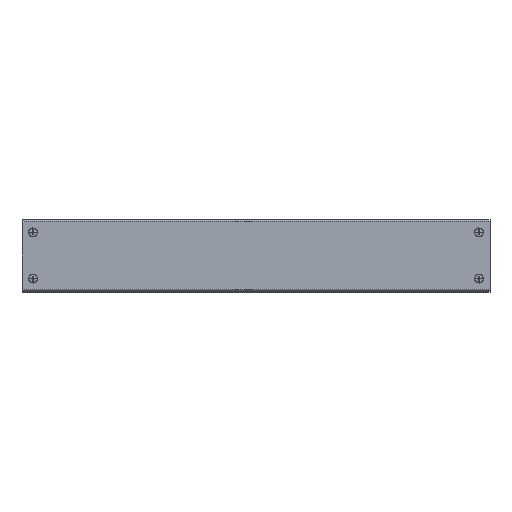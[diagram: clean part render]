
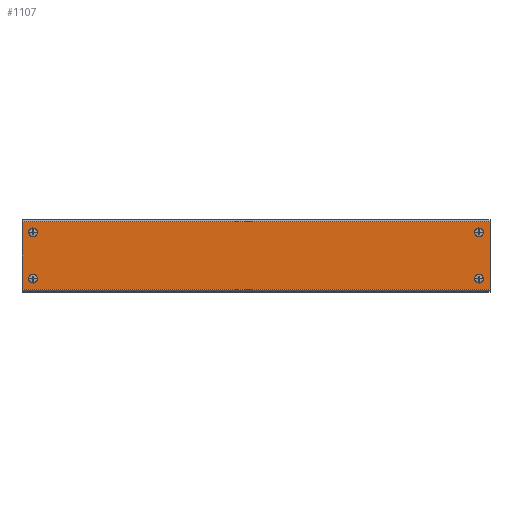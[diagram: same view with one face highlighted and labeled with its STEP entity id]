
A CAD part, top view. The second image highlights one B-rep face of the part: STEP entity #1107.
In plain terms, the highlighted planar face has unit normal (0, 0, 1).
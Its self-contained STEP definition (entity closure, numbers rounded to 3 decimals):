
#47 = EDGE_LOOP ( 'NONE', ( #2931, #3052, #2462, #1090 ) ) ;
#68 = ORIENTED_EDGE ( 'NONE', *, *, #1831, .F. ) ;
#72 = CIRCLE ( 'NONE', #2552, 4. ) ;
#78 = CIRCLE ( 'NONE', #1119, 4. ) ;
#110 = DIRECTION ( 'NONE',  ( -1., 0., 0. ) ) ;
#142 = AXIS2_PLACEMENT_3D ( 'NONE', #3145, #932, #2895 ) ;
#184 = VERTEX_POINT ( 'NONE', #1918 ) ;
#193 = ORIENTED_EDGE ( 'NONE', *, *, #2266, .F. ) ;
#294 = CARTESIAN_POINT ( 'NONE',  ( 647., -17.5, 1.5 ) ) ;
#302 = CARTESIAN_POINT ( 'NONE',  ( 15.5, -17.5, 1.5 ) ) ;
#324 = FACE_BOUND ( 'NONE', #2284, .T. ) ;
#375 = DIRECTION ( 'NONE',  ( 0., 0., 1. ) ) ;
#407 = DIRECTION ( 'NONE',  ( 0., 1., 0. ) ) ;
#535 = PLANE ( 'NONE',  #1728 ) ;
#554 = VERTEX_POINT ( 'NONE', #2802 ) ;
#566 = LINE ( 'NONE', #3097, #2657 ) ;
#666 = CARTESIAN_POINT ( 'NONE',  ( 15.5, -82.5, 1.5 ) ) ;
#675 = CARTESIAN_POINT ( 'NONE',  ( 643., -82.5, 1.5 ) ) ;
#732 = ORIENTED_EDGE ( 'NONE', *, *, #1665, .F. ) ;
#749 = VECTOR ( 'NONE', #2795, 1000. ) ;
#807 = DIRECTION ( 'NONE',  ( 0., 0., 1. ) ) ;
#823 = CARTESIAN_POINT ( 'NONE',  ( 639., -17.5, 1.5 ) ) ;
#840 = CARTESIAN_POINT ( 'NONE',  ( 658.5, -2.5, 1.5 ) ) ;
#917 = AXIS2_PLACEMENT_3D ( 'NONE', #3157, #2472, #2428 ) ;
#932 = DIRECTION ( 'NONE',  ( 0., 0., 1. ) ) ;
#943 = DIRECTION ( 'NONE',  ( 0., 0., 1. ) ) ;
#947 = EDGE_LOOP ( 'NONE', ( #193, #1717 ) ) ;
#1026 = CARTESIAN_POINT ( 'NONE',  ( 0., 0., 1.5 ) ) ;
#1053 = FACE_BOUND ( 'NONE', #3030, .T. ) ;
#1090 = ORIENTED_EDGE ( 'NONE', *, *, #2916, .T. ) ;
#1091 = LINE ( 'NONE', #3100, #749 ) ;
#1094 = ORIENTED_EDGE ( 'NONE', *, *, #3154, .F. ) ;
#1107 = ADVANCED_FACE ( 'NONE', ( #2038, #1053, #324, #1562, #1303 ), #535, .T. ) ;
#1118 = DIRECTION ( 'NONE',  ( 1., 0., 0. ) ) ;
#1119 = AXIS2_PLACEMENT_3D ( 'NONE', #2718, #2516, #1495 ) ;
#1132 = LINE ( 'NONE', #2569, #1670 ) ;
#1152 = VERTEX_POINT ( 'NONE', #294 ) ;
#1172 = DIRECTION ( 'NONE',  ( 0., 0., 1. ) ) ;
#1179 = DIRECTION ( 'NONE',  ( 0., 0., 1. ) ) ;
#1195 = DIRECTION ( 'NONE',  ( 1., 0., 0. ) ) ;
#1214 = CARTESIAN_POINT ( 'NONE',  ( 639., -82.5, 1.5 ) ) ;
#1226 = DIRECTION ( 'NONE',  ( 1., 0., 0. ) ) ;
#1279 = ORIENTED_EDGE ( 'NONE', *, *, #2165, .F. ) ;
#1303 = FACE_OUTER_BOUND ( 'NONE', #47, .T. ) ;
#1320 = CIRCLE ( 'NONE', #2150, 4. ) ;
#1355 = VERTEX_POINT ( 'NONE', #2203 ) ;
#1388 = CARTESIAN_POINT ( 'NONE',  ( 0., -2.5, 1.5 ) ) ;
#1495 = DIRECTION ( 'NONE',  ( -1., 0., 0. ) ) ;
#1501 = EDGE_LOOP ( 'NONE', ( #2765, #68 ) ) ;
#1505 = EDGE_CURVE ( 'NONE', #1152, #1734, #1781, .T. ) ;
#1534 = ORIENTED_EDGE ( 'NONE', *, *, #2993, .F. ) ;
#1562 = FACE_BOUND ( 'NONE', #1501, .T. ) ;
#1665 = EDGE_CURVE ( 'NONE', #1355, #2305, #78, .T. ) ;
#1670 = VECTOR ( 'NONE', #407, 1000. ) ;
#1678 = AXIS2_PLACEMENT_3D ( 'NONE', #675, #1179, #1878 ) ;
#1717 = ORIENTED_EDGE ( 'NONE', *, *, #2580, .F. ) ;
#1719 = AXIS2_PLACEMENT_3D ( 'NONE', #302, #807, #110 ) ;
#1728 = AXIS2_PLACEMENT_3D ( 'NONE', #1026, #2230, #2295 ) ;
#1734 = VERTEX_POINT ( 'NONE', #823 ) ;
#1781 = CIRCLE ( 'NONE', #2202, 4. ) ;
#1795 = VERTEX_POINT ( 'NONE', #840 ) ;
#1831 = EDGE_CURVE ( 'NONE', #1734, #1152, #1320, .T. ) ;
#1836 = EDGE_CURVE ( 'NONE', #2379, #1795, #1132, .T. ) ;
#1878 = DIRECTION ( 'NONE',  ( -1., 0., 0. ) ) ;
#1885 = LINE ( 'NONE', #2929, #2450 ) ;
#1918 = CARTESIAN_POINT ( 'NONE',  ( 647., -82.5, 1.5 ) ) ;
#1991 = CIRCLE ( 'NONE', #1678, 4. ) ;
#2038 = FACE_BOUND ( 'NONE', #947, .T. ) ;
#2043 = CIRCLE ( 'NONE', #142, 4. ) ;
#2088 = DIRECTION ( 'NONE',  ( -1., 0., 0. ) ) ;
#2150 = AXIS2_PLACEMENT_3D ( 'NONE', #2361, #375, #1118 ) ;
#2165 = EDGE_CURVE ( 'NONE', #2233, #184, #3076, .T. ) ;
#2202 = AXIS2_PLACEMENT_3D ( 'NONE', #2414, #943, #1226 ) ;
#2203 = CARTESIAN_POINT ( 'NONE',  ( 11.5, -17.5, 1.5 ) ) ;
#2204 = CARTESIAN_POINT ( 'NONE',  ( 0., -97.5, 1.5 ) ) ;
#2230 = DIRECTION ( 'NONE',  ( 0., 0., 1. ) ) ;
#2233 = VERTEX_POINT ( 'NONE', #1214 ) ;
#2266 = EDGE_CURVE ( 'NONE', #2397, #554, #2043, .T. ) ;
#2284 = EDGE_LOOP ( 'NONE', ( #1534, #1279 ) ) ;
#2295 = DIRECTION ( 'NONE',  ( 1., 0., 0. ) ) ;
#2305 = VERTEX_POINT ( 'NONE', #2865 ) ;
#2332 = CARTESIAN_POINT ( 'NONE',  ( 658.5, -97.5, 1.5 ) ) ;
#2361 = CARTESIAN_POINT ( 'NONE',  ( 643., -17.5, 1.5 ) ) ;
#2366 = CARTESIAN_POINT ( 'NONE',  ( 19.5, -82.5, 1.5 ) ) ;
#2368 = EDGE_CURVE ( 'NONE', #2590, #2379, #1091, .T. ) ;
#2379 = VERTEX_POINT ( 'NONE', #2332 ) ;
#2397 = VERTEX_POINT ( 'NONE', #2366 ) ;
#2414 = CARTESIAN_POINT ( 'NONE',  ( 643., -17.5, 1.5 ) ) ;
#2428 = DIRECTION ( 'NONE',  ( -1., 0., 0. ) ) ;
#2438 = DIRECTION ( 'NONE',  ( 0., -1., 0. ) ) ;
#2440 = CIRCLE ( 'NONE', #1719, 4. ) ;
#2450 = VECTOR ( 'NONE', #2438, 1000. ) ;
#2462 = ORIENTED_EDGE ( 'NONE', *, *, #1836, .T. ) ;
#2472 = DIRECTION ( 'NONE',  ( 0., 0., 1. ) ) ;
#2516 = DIRECTION ( 'NONE',  ( 0., 0., 1. ) ) ;
#2522 = VERTEX_POINT ( 'NONE', #1388 ) ;
#2532 = EDGE_CURVE ( 'NONE', #2522, #2590, #1885, .T. ) ;
#2552 = AXIS2_PLACEMENT_3D ( 'NONE', #666, #1172, #1195 ) ;
#2569 = CARTESIAN_POINT ( 'NONE',  ( 658.5, 0., 1.5 ) ) ;
#2580 = EDGE_CURVE ( 'NONE', #554, #2397, #72, .T. ) ;
#2590 = VERTEX_POINT ( 'NONE', #2204 ) ;
#2657 = VECTOR ( 'NONE', #2088, 1000. ) ;
#2718 = CARTESIAN_POINT ( 'NONE',  ( 15.5, -17.5, 1.5 ) ) ;
#2765 = ORIENTED_EDGE ( 'NONE', *, *, #1505, .F. ) ;
#2795 = DIRECTION ( 'NONE',  ( 1., 0., 0. ) ) ;
#2802 = CARTESIAN_POINT ( 'NONE',  ( 11.5, -82.5, 1.5 ) ) ;
#2865 = CARTESIAN_POINT ( 'NONE',  ( 19.5, -17.5, 1.5 ) ) ;
#2895 = DIRECTION ( 'NONE',  ( 1., 0., 0. ) ) ;
#2916 = EDGE_CURVE ( 'NONE', #1795, #2522, #566, .T. ) ;
#2929 = CARTESIAN_POINT ( 'NONE',  ( 0., 0., 1.5 ) ) ;
#2931 = ORIENTED_EDGE ( 'NONE', *, *, #2532, .T. ) ;
#2993 = EDGE_CURVE ( 'NONE', #184, #2233, #1991, .T. ) ;
#3030 = EDGE_LOOP ( 'NONE', ( #1094, #732 ) ) ;
#3052 = ORIENTED_EDGE ( 'NONE', *, *, #2368, .T. ) ;
#3076 = CIRCLE ( 'NONE', #917, 4. ) ;
#3097 = CARTESIAN_POINT ( 'NONE',  ( 658.5, -2.5, 1.5 ) ) ;
#3100 = CARTESIAN_POINT ( 'NONE',  ( 0., -97.5, 1.5 ) ) ;
#3145 = CARTESIAN_POINT ( 'NONE',  ( 15.5, -82.5, 1.5 ) ) ;
#3154 = EDGE_CURVE ( 'NONE', #2305, #1355, #2440, .T. ) ;
#3157 = CARTESIAN_POINT ( 'NONE',  ( 643., -82.5, 1.5 ) ) ;
